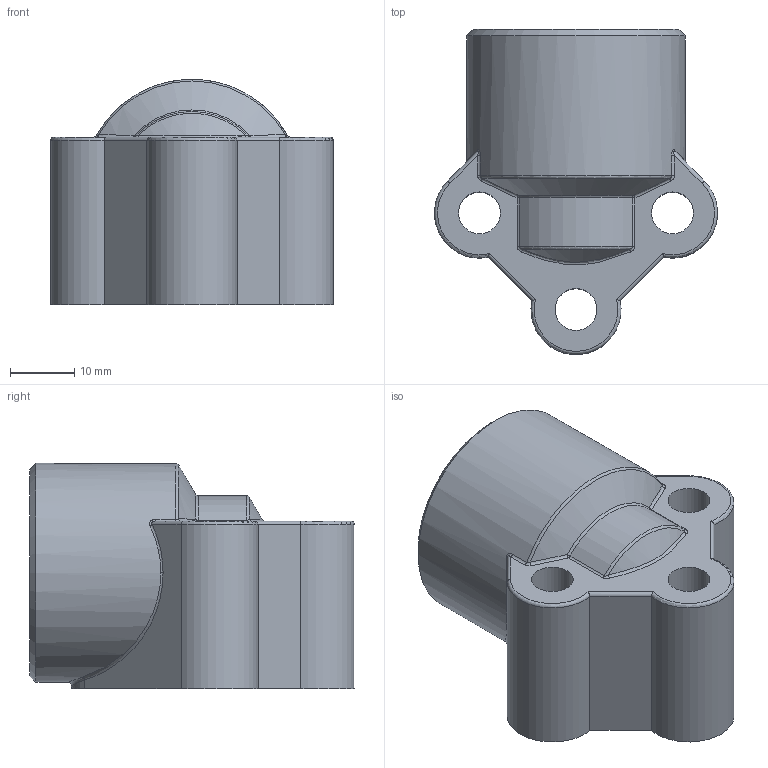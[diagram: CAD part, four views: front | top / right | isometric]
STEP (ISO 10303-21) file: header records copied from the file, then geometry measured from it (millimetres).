
FILE_DESCRIPTION(/* description */ ('Unknown'),/* implementation_level */ '2;1');
FILE_NAME(/* name */ 'AF.01300-001',/* time_stamp */ '2023-07-24T09:16:36+02:00',/* author */ ('Unknown'),/* organization */ ('Unknown'),/* preprocessor_version */ 'ST-DEVELOPER v18.102',/* originating_system */ 'Solid Edge',/* authorisation */ 'Unknown');
FILE_SCHEMA (('AUTOMOTIVE_DESIGN {1 0 10303 214 3 1 1}'));
Length unit declared in the file: millimetre
Products named in the file (2): AF; AF.01300
Assembly tree (1 placements, depth 2):
  AF
    AF.01300
Bounding box: 43.97 x 50.48 x 35 mm (x, y, z)
Volume: 32207 mm3; surface area: 10651.8 mm2
Topology: 1 solids, 1 shells, 63 faces, 150 edges, 91 vertices
Faces by surface type: cylinder 22, torus 15, bspline 9, plane 9, cone 6, sphere 2
Full cylindrical faces by diameter (mm): 6.5 x3, 12.5 x1, 13.9 x1, 15 x1, 15.25 x1, 20.9 x1, 34 x1
Entity records: 2300 total; most frequent: CARTESIAN_POINT 1004, ORIENTED_EDGE 254, DIRECTION 228, EDGE_CURVE 127, AXIS2_PLACEMENT_3D 100, EDGE_LOOP 88, FACE_BOUND 88, VERTEX_POINT 83
